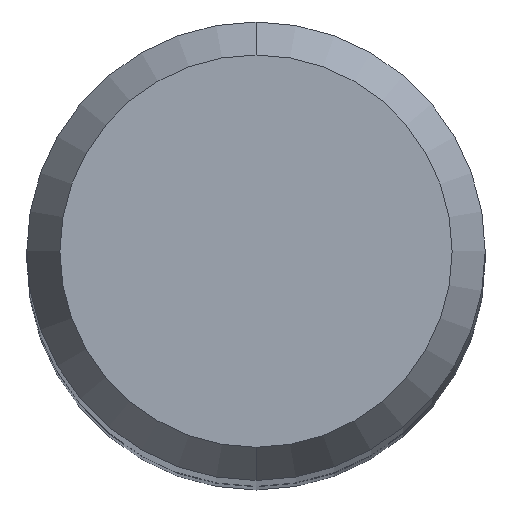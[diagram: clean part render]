
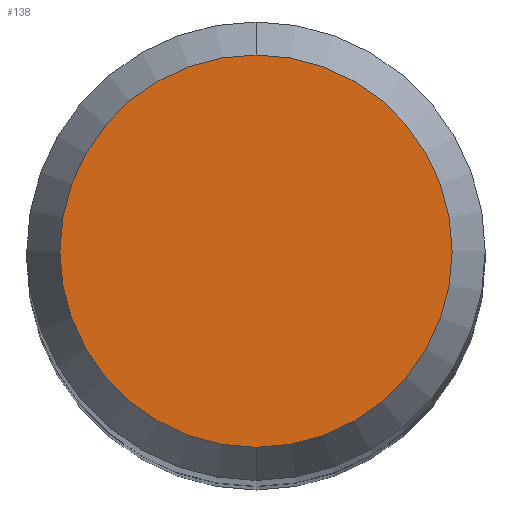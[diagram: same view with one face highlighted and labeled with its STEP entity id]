
A CAD part, top view. The second image highlights one B-rep face of the part: STEP entity #138.
In plain terms, the highlighted planar face has unit normal (0, 0, 1).
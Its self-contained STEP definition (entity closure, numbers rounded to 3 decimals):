
#98=EDGE_CURVE('',#180,#116,#223,.T.);
#116=VERTEX_POINT('',#244);
#138=ADVANCED_FACE('',(#267),#268,.T.);
#156=EDGE_CURVE('',#116,#180,#287,.T.);
#180=VERTEX_POINT('',#314);
#223=CIRCLE('',#355,1.358);
#244=CARTESIAN_POINT('',(0.0,1.358,0.01));
#267=FACE_OUTER_BOUND('',#411,.T.);
#268=PLANE('',#412);
#287=CIRCLE('',#436,1.358);
#314=CARTESIAN_POINT('',(0.,-1.358,0.01));
#355=AXIS2_PLACEMENT_3D('',#503,#504,#505);
#411=EDGE_LOOP('',(#560,#561));
#412=AXIS2_PLACEMENT_3D('',#562,#563,#564);
#436=AXIS2_PLACEMENT_3D('',#584,#585,#586);
#503=CARTESIAN_POINT('',(0.0,0.0,0.01));
#504=DIRECTION('',(0.0,0.0,-1.0));
#505=DIRECTION('',(0.0,1.0,0.0));
#560=ORIENTED_EDGE('',*,*,#156,.F.);
#561=ORIENTED_EDGE('',*,*,#98,.F.);
#562=CARTESIAN_POINT('',(0.0,0.679,0.01));
#563=DIRECTION('',(-0.0,0.0,1.0));
#564=DIRECTION('',(0.0,-1.0,0.0));
#584=CARTESIAN_POINT('',(0.0,0.0,0.01));
#585=DIRECTION('',(0.0,0.0,-1.0));
#586=DIRECTION('',(0.0,1.0,0.0));
